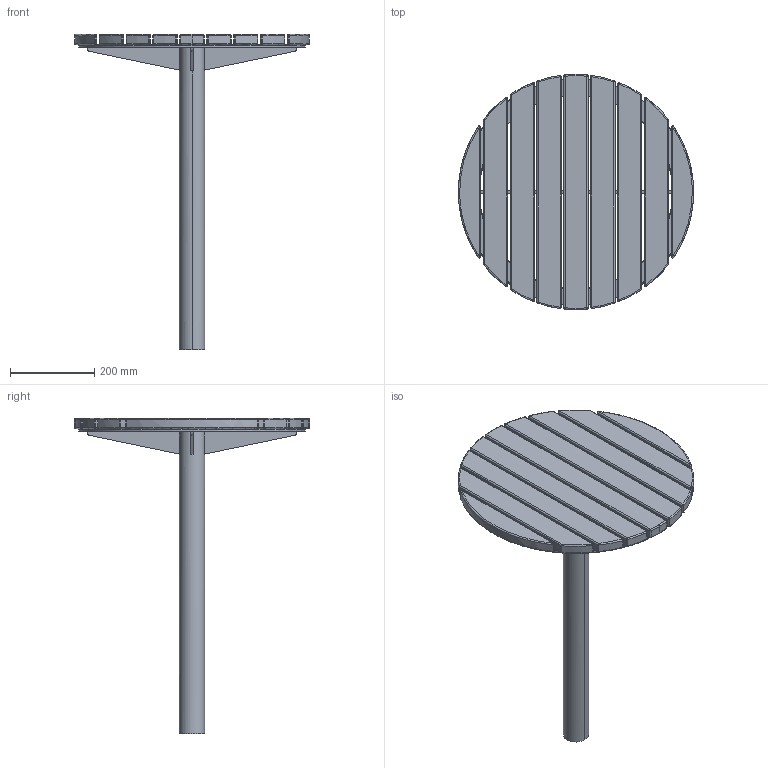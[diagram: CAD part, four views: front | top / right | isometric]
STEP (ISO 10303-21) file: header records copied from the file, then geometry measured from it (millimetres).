
FILE_DESCRIPTION(/* description */ (''),/* implementation_level */ '2;1');
FILE_NAME(/* name */ 'd4abfc0a-6541-4dce-9e66-94d5b705d457',/* time_stamp */ '2025-06-03T11:11:32+02:00',/* author */ (''),/* organization */ (''),/* preprocessor_version */ 'ST-DEVELOPER v16.5',/* originating_system */ '',/* authorisation */ '');
FILE_SCHEMA (('CONFIG_CONTROL_DESIGN'));
Length unit declared in the file: millimetre
Products named in the file (1): Document
Bounding box: 559.33 x 560 x 750 mm (x, y, z)
Volume: 8176244.6 mm3; surface area: 1011360.6 mm2
Topology: 15 solids, 15 shells, 271 faces, 585 edges, 280 vertices
Faces by surface type: bspline 106, cylinder 99, plane 66
Entity records: 11639 total; most frequent: CARTESIAN_POINT 8157, ORIENTED_EDGE 1042, EDGE_CURVE 521, VERTEX_POINT 280, EDGE_LOOP 273, ADVANCED_FACE 271, FACE_OUTER_BOUND 271, B_SPLINE_CURVE_WITH_KNOTS 207
